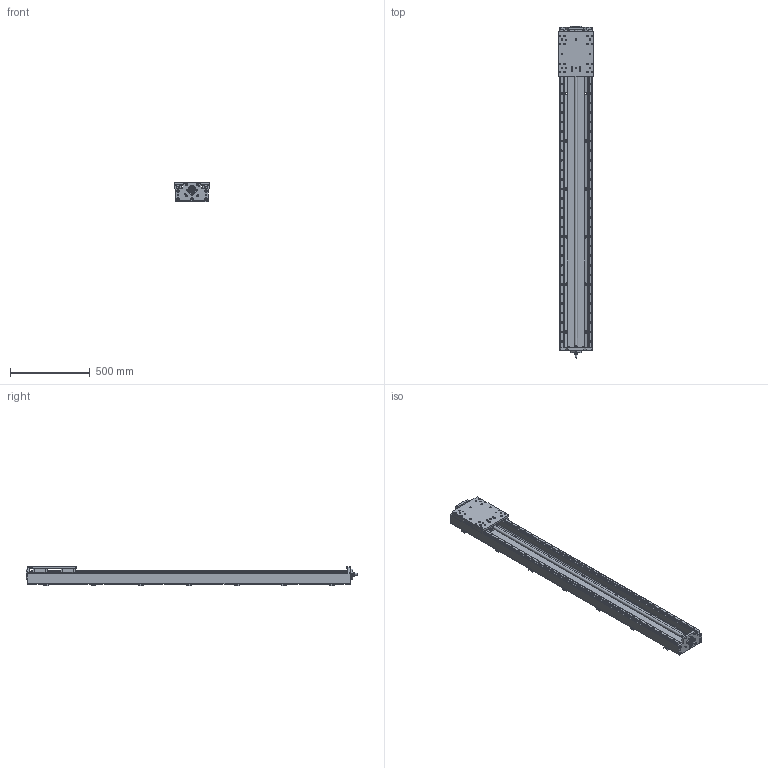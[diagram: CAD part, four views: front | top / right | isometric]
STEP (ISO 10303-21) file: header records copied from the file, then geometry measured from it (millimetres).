
FILE_DESCRIPTION((''),'2;1');
FILE_NAME('KK-HD-225-20-20XX-2000.stp','2009-03-22T19:26:58',('kurt'),(''),'Autodesk Inventor 2008','Autodesk Inventor 2008','');
FILE_SCHEMA(('AUTOMOTIVE_DESIGN { 1 0 10303 214 1 1 1 1 }'));
Length unit declared in the file: millimetre
Products named in the file (1): Part45
Bounding box: 225 x 2087 x 120 mm (x, y, z)
Volume: 16950255.4 mm3; surface area: 1954830.7 mm2
Topology: 1 solids, 21 shells, 2690 faces, 6915 edges, 4542 vertices
Faces by surface type: plane 1685, cylinder 591, bspline 247, cone 151, torus 16
Full cylindrical faces by diameter (mm): 2.459 x4, 3 x5, 3.5 x4, 4.134 x74, 4.917 x10, 5 x16, 5.5 x28, 6 x80, 6.6 x14, 6.647 x10, 7.5 x4, 8.376 x8, 9 x10, 9.5 x78, 10 x16, 10.106 x14, 11 x12, 12 x1, 14.3 x1, 15 x14, 18 x15, 20 x2, 20.44 x4, 20.5 x1, 20.733 x2, 21 x1, 26.56 x4, 28 x2, 30.8 x2, 32 x1
Entity records: 85051 total; most frequent: CARTESIAN_POINT 20431, ORIENTED_EDGE 12356, DIRECTION 11872, EDGE_CURVE 6178, VERTEX_POINT 4384, VECTOR 4292, LINE 4292, AXIS2_PLACEMENT_3D 3790
